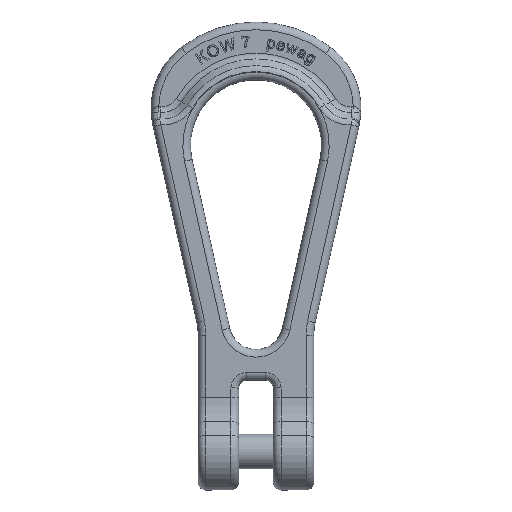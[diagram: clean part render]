
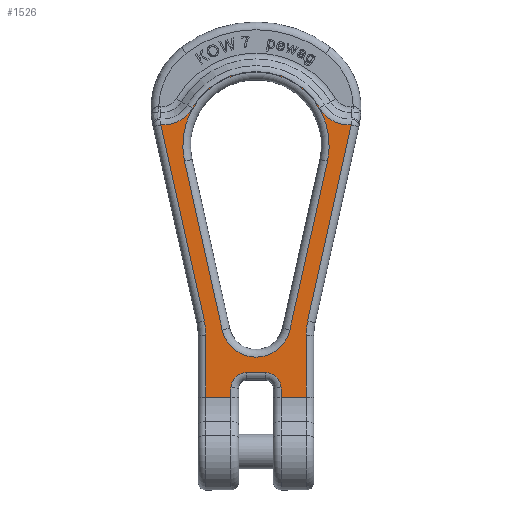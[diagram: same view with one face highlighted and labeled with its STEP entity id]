
A CAD part, top view. The second image highlights one B-rep face of the part: STEP entity #1526.
In plain terms, the highlighted planar face has unit normal (0, 0, 1).
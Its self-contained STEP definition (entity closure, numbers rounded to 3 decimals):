
#243=LINE('',#6875,#520);
#244=LINE('',#6884,#521);
#245=LINE('',#6888,#522);
#246=LINE('',#6890,#523);
#247=LINE('',#6892,#524);
#248=LINE('',#6896,#525);
#249=LINE('',#6900,#526);
#250=LINE('',#6902,#527);
#251=LINE('',#6904,#528);
#252=LINE('',#6907,#529);
#253=LINE('',#6912,#530);
#520=VECTOR('',#5374,1.);
#521=VECTOR('',#5381,1.);
#522=VECTOR('',#5384,1.);
#523=VECTOR('',#5385,1.);
#524=VECTOR('',#5386,1.);
#525=VECTOR('',#5389,1.);
#526=VECTOR('',#5392,1.);
#527=VECTOR('',#5393,1.);
#528=VECTOR('',#5394,1.);
#529=VECTOR('',#5397,1.);
#530=VECTOR('',#5400,1.);
#1156=PLANE('',#4919);
#1247=FACE_OUTER_BOUND('',#1890,.T.);
#1526=ADVANCED_FACE('',(#1247,#1857),#1156,.F.);
#1857=FACE_BOUND('',#1891,.T.);
#1890=EDGE_LOOP('',(#2325,#2326,#2327,#2328,#2329,#2330,#2331,#2332,#2333,
#2334,#2335,#2336,#2337,#2338,#2339,#2340));
#1891=EDGE_LOOP('',(#2341,#2342,#2343,#2344));
#2325=ORIENTED_EDGE('',*,*,#4157,.T.);
#2326=ORIENTED_EDGE('',*,*,#4158,.T.);
#2327=ORIENTED_EDGE('',*,*,#4159,.T.);
#2328=ORIENTED_EDGE('',*,*,#4160,.T.);
#2329=ORIENTED_EDGE('',*,*,#4161,.T.);
#2330=ORIENTED_EDGE('',*,*,#4162,.T.);
#2331=ORIENTED_EDGE('',*,*,#4163,.T.);
#2332=ORIENTED_EDGE('',*,*,#4164,.T.);
#2333=ORIENTED_EDGE('',*,*,#4165,.T.);
#2334=ORIENTED_EDGE('',*,*,#4166,.F.);
#2335=ORIENTED_EDGE('',*,*,#4167,.T.);
#2336=ORIENTED_EDGE('',*,*,#4168,.F.);
#2337=ORIENTED_EDGE('',*,*,#4169,.T.);
#2338=ORIENTED_EDGE('',*,*,#4170,.T.);
#2339=ORIENTED_EDGE('',*,*,#4171,.T.);
#2340=ORIENTED_EDGE('',*,*,#4172,.T.);
#2341=ORIENTED_EDGE('',*,*,#4173,.T.);
#2342=ORIENTED_EDGE('',*,*,#4174,.T.);
#2343=ORIENTED_EDGE('',*,*,#4175,.T.);
#2344=ORIENTED_EDGE('',*,*,#4176,.T.);
#3719=VERTEX_POINT('',#6876);
#3720=VERTEX_POINT('',#6877);
#3721=VERTEX_POINT('',#6879);
#3722=VERTEX_POINT('',#6881);
#3723=VERTEX_POINT('',#6883);
#3724=VERTEX_POINT('',#6885);
#3725=VERTEX_POINT('',#6887);
#3726=VERTEX_POINT('',#6889);
#3727=VERTEX_POINT('',#6891);
#3728=VERTEX_POINT('',#6893);
#3729=VERTEX_POINT('',#6895);
#3730=VERTEX_POINT('',#6897);
#3731=VERTEX_POINT('',#6899);
#3732=VERTEX_POINT('',#6901);
#3733=VERTEX_POINT('',#6903);
#3734=VERTEX_POINT('',#6905);
#3735=VERTEX_POINT('',#6908);
#3736=VERTEX_POINT('',#6909);
#3737=VERTEX_POINT('',#6911);
#3738=VERTEX_POINT('',#6913);
#4157=EDGE_CURVE('',#3719,#3720,#243,.T.);
#4158=EDGE_CURVE('',#3720,#3721,#4727,.T.);
#4159=EDGE_CURVE('',#3721,#3722,#4728,.T.);
#4160=EDGE_CURVE('',#3722,#3723,#4729,.T.);
#4161=EDGE_CURVE('',#3723,#3724,#244,.T.);
#4162=EDGE_CURVE('',#3724,#3725,#4730,.T.);
#4163=EDGE_CURVE('',#3725,#3726,#245,.T.);
#4164=EDGE_CURVE('',#3726,#3727,#246,.T.);
#4165=EDGE_CURVE('',#3727,#3728,#247,.T.);
#4166=EDGE_CURVE('',#3729,#3728,#4731,.T.);
#4167=EDGE_CURVE('',#3729,#3730,#248,.T.);
#4168=EDGE_CURVE('',#3731,#3730,#4732,.T.);
#4169=EDGE_CURVE('',#3731,#3732,#249,.T.);
#4170=EDGE_CURVE('',#3732,#3733,#250,.T.);
#4171=EDGE_CURVE('',#3733,#3734,#251,.T.);
#4172=EDGE_CURVE('',#3734,#3719,#4733,.T.);
#4173=EDGE_CURVE('',#3735,#3736,#252,.T.);
#4174=EDGE_CURVE('',#3736,#3737,#4734,.T.);
#4175=EDGE_CURVE('',#3737,#3738,#253,.T.);
#4176=EDGE_CURVE('',#3738,#3735,#4735,.T.);
#4727=CIRCLE('',#4910,8.869);
#4728=CIRCLE('',#4911,19.131);
#4729=CIRCLE('',#4912,8.869);
#4730=CIRCLE('',#4913,17.);
#4731=CIRCLE('',#4914,4.);
#4732=CIRCLE('',#4915,4.);
#4733=CIRCLE('',#4916,17.);
#4734=CIRCLE('',#4917,19.);
#4735=CIRCLE('',#4918,9.);
#4910=AXIS2_PLACEMENT_3D('',#6878,#5375,#5376);
#4911=AXIS2_PLACEMENT_3D('',#6880,#5377,#5378);
#4912=AXIS2_PLACEMENT_3D('',#6882,#5379,#5380);
#4913=AXIS2_PLACEMENT_3D('',#6886,#5382,#5383);
#4914=AXIS2_PLACEMENT_3D('',#6894,#5387,#5388);
#4915=AXIS2_PLACEMENT_3D('',#6898,#5390,#5391);
#4916=AXIS2_PLACEMENT_3D('',#6906,#5395,#5396);
#4917=AXIS2_PLACEMENT_3D('',#6910,#5398,#5399);
#4918=AXIS2_PLACEMENT_3D('',#6914,#5401,#5402);
#4919=AXIS2_PLACEMENT_3D('',#6915,#5403,#5404);
#5374=DIRECTION('',(0.217,0.976,0.));
#5375=DIRECTION('',(0.,0.,-1.));
#5376=DIRECTION('',(-1.,0.,0.));
#5377=DIRECTION('',(0.,0.,1.));
#5378=DIRECTION('',(-1.,0.,0.));
#5379=DIRECTION('',(0.,0.,-1.));
#5380=DIRECTION('',(-1.,0.,0.));
#5381=DIRECTION('',(0.217,-0.976,0.));
#5382=DIRECTION('',(0.,0.,-1.));
#5383=DIRECTION('',(-1.,0.,0.));
#5384=DIRECTION('',(0.,-1.,0.));
#5385=DIRECTION('',(1.,0.,0.));
#5386=DIRECTION('',(0.,1.,0.));
#5387=DIRECTION('',(0.,0.,1.));
#5388=DIRECTION('',(-1.,0.,0.));
#5389=DIRECTION('',(1.,0.,0.));
#5390=DIRECTION('',(0.,0.,1.));
#5391=DIRECTION('',(-1.,0.,0.));
#5392=DIRECTION('',(0.,-1.,0.));
#5393=DIRECTION('',(1.,0.,0.));
#5394=DIRECTION('',(0.,1.,0.));
#5395=DIRECTION('',(0.,0.,-1.));
#5396=DIRECTION('',(-1.,0.,0.));
#5397=DIRECTION('',(-0.217,0.976,0.));
#5398=DIRECTION('',(0.,0.,-1.));
#5399=DIRECTION('',(-1.,0.,0.));
#5400=DIRECTION('',(-0.217,-0.976,0.));
#5401=DIRECTION('',(0.,0.,-1.));
#5402=DIRECTION('',(-1.,0.,0.));
#5403=DIRECTION('',(0.,0.,-1.));
#5404=DIRECTION('',(-1.,0.,0.));
#6875=CARTESIAN_POINT('',(24.821,58.648,6.));
#6876=CARTESIAN_POINT('',(13.407,7.395,6.));
#6877=CARTESIAN_POINT('',(24.737,58.269,6.));
#6878=CARTESIAN_POINT('',(24.178,67.121,6.));
#6879=CARTESIAN_POINT('',(16.519,62.648,6.));
#6880=CARTESIAN_POINT('',(0.,53.,6.));
#6881=CARTESIAN_POINT('',(-16.519,62.648,6.));
#6882=CARTESIAN_POINT('',(-24.178,67.121,6.));
#6883=CARTESIAN_POINT('',(-24.737,58.269,6.));
#6884=CARTESIAN_POINT('',(-13.407,7.395,6.));
#6885=CARTESIAN_POINT('',(-13.407,7.395,6.));
#6886=CARTESIAN_POINT('',(-30.,3.7,6.));
#6887=CARTESIAN_POINT('',(-13.,3.7,6.));
#6888=CARTESIAN_POINT('',(-13.,-12.38,6.));
#6889=CARTESIAN_POINT('',(-13.,-12.38,6.));
#6890=CARTESIAN_POINT('',(-4.5,-12.38,6.));
#6891=CARTESIAN_POINT('',(-6.5,-12.38,6.));
#6892=CARTESIAN_POINT('',(-6.5,-8.,6.));
#6893=CARTESIAN_POINT('',(-6.5,-10.,6.));
#6894=CARTESIAN_POINT('',(-2.5,-10.,6.));
#6895=CARTESIAN_POINT('',(-2.5,-6.,6.));
#6896=CARTESIAN_POINT('',(4.5,-6.,6.));
#6897=CARTESIAN_POINT('',(2.5,-6.,6.));
#6898=CARTESIAN_POINT('',(2.5,-10.,6.));
#6899=CARTESIAN_POINT('',(6.5,-10.,6.));
#6900=CARTESIAN_POINT('',(6.5,-12.38,6.));
#6901=CARTESIAN_POINT('',(6.5,-12.38,6.));
#6902=CARTESIAN_POINT('',(15.,-12.38,6.));
#6903=CARTESIAN_POINT('',(13.,-12.38,6.));
#6904=CARTESIAN_POINT('',(13.,3.7,6.));
#6905=CARTESIAN_POINT('',(13.,3.7,6.));
#6906=CARTESIAN_POINT('',(30.,3.7,6.));
#6907=CARTESIAN_POINT('',(-20.917,59.517,6.));
#6908=CARTESIAN_POINT('',(-8.785,5.043,6.));
#6909=CARTESIAN_POINT('',(-18.546,48.87,6.));
#6910=CARTESIAN_POINT('',(0.,53.,6.));
#6911=CARTESIAN_POINT('',(18.546,48.87,6.));
#6912=CARTESIAN_POINT('',(20.232,56.44,6.));
#6913=CARTESIAN_POINT('',(8.785,5.043,6.));
#6914=CARTESIAN_POINT('',(0.,7.,6.));
#6915=CARTESIAN_POINT('',(-7.252,62.561,6.));
